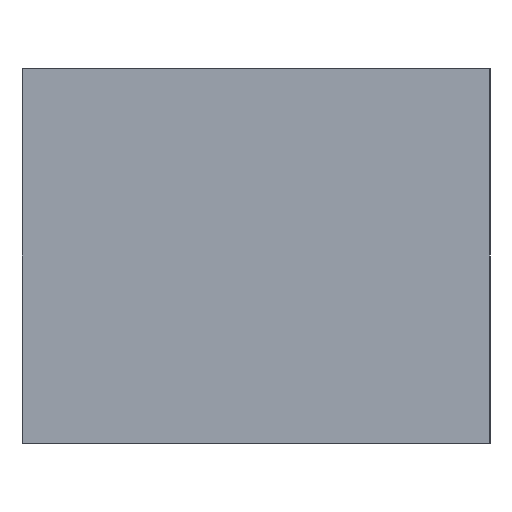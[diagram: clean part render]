
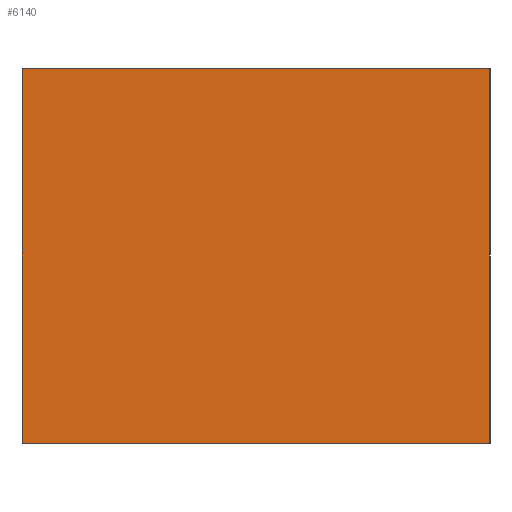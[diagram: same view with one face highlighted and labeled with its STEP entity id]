
A CAD part, left-side view. The second image highlights one B-rep face of the part: STEP entity #6140.
In plain terms, the highlighted planar face has unit normal (-1, 0, 0).
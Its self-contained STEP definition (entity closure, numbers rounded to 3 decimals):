
#223 = LINE ( 'NONE', #10039, #10530 ) ;
#393 = VECTOR ( 'NONE', #10138, 1000. ) ;
#559 = ORIENTED_EDGE ( 'NONE', *, *, #815, .F. ) ;
#815 = EDGE_CURVE ( 'NONE', #823, #8022, #4667, .T. ) ;
#823 = VERTEX_POINT ( 'NONE', #8046 ) ;
#1794 = CARTESIAN_POINT ( 'NONE',  ( -500., 50., -20. ) ) ;
#1870 = VECTOR ( 'NONE', #12003, 1000. ) ;
#2048 = CARTESIAN_POINT ( 'NONE',  ( -500., 0., 20. ) ) ;
#2174 = DIRECTION ( 'NONE',  ( 0., -1., 0. ) ) ;
#2985 = VERTEX_POINT ( 'NONE', #1794 ) ;
#3503 = EDGE_CURVE ( 'NONE', #823, #2985, #223, .T. ) ;
#3664 = DIRECTION ( 'NONE',  ( 1., 0., 0. ) ) ;
#3931 = CARTESIAN_POINT ( 'NONE',  ( -500., 0., -20. ) ) ;
#4667 = LINE ( 'NONE', #9139, #393 ) ;
#4912 = EDGE_CURVE ( 'NONE', #2985, #6774, #9580, .T. ) ;
#5094 = CARTESIAN_POINT ( 'NONE',  ( -500., 50., -20. ) ) ;
#6140 = ADVANCED_FACE ( 'NONE', ( #11448 ), #6747, .F. ) ;
#6149 = ORIENTED_EDGE ( 'NONE', *, *, #4912, .T. ) ;
#6628 = DIRECTION ( 'NONE',  ( 0., 0., -1. ) ) ;
#6747 = PLANE ( 'NONE',  #10597 ) ;
#6774 = VERTEX_POINT ( 'NONE', #3931 ) ;
#7216 = EDGE_CURVE ( 'NONE', #8022, #6774, #11721, .T. ) ;
#7615 = ORIENTED_EDGE ( 'NONE', *, *, #7216, .F. ) ;
#8022 = VERTEX_POINT ( 'NONE', #8182 ) ;
#8046 = CARTESIAN_POINT ( 'NONE',  ( -500., 50., 20. ) ) ;
#8182 = CARTESIAN_POINT ( 'NONE',  ( -500., 0., 20. ) ) ;
#8202 = VECTOR ( 'NONE', #2174, 1000. ) ;
#9028 = EDGE_LOOP ( 'NONE', ( #6149, #7615, #559, #11166 ) ) ;
#9139 = CARTESIAN_POINT ( 'NONE',  ( -500., 50., 20. ) ) ;
#9580 = LINE ( 'NONE', #5094, #8202 ) ;
#9601 = CARTESIAN_POINT ( 'NONE',  ( -500., 50., 20. ) ) ;
#10039 = CARTESIAN_POINT ( 'NONE',  ( -500., 50., 20. ) ) ;
#10138 = DIRECTION ( 'NONE',  ( 0., -1., 0. ) ) ;
#10530 = VECTOR ( 'NONE', #12116, 1000. ) ;
#10597 = AXIS2_PLACEMENT_3D ( 'NONE', #9601, #3664, #6628 ) ;
#11166 = ORIENTED_EDGE ( 'NONE', *, *, #3503, .T. ) ;
#11448 = FACE_OUTER_BOUND ( 'NONE', #9028, .T. ) ;
#11721 = LINE ( 'NONE', #2048, #1870 ) ;
#12003 = DIRECTION ( 'NONE',  ( 0., 0., -1. ) ) ;
#12116 = DIRECTION ( 'NONE',  ( 0., 0., -1. ) ) ;
